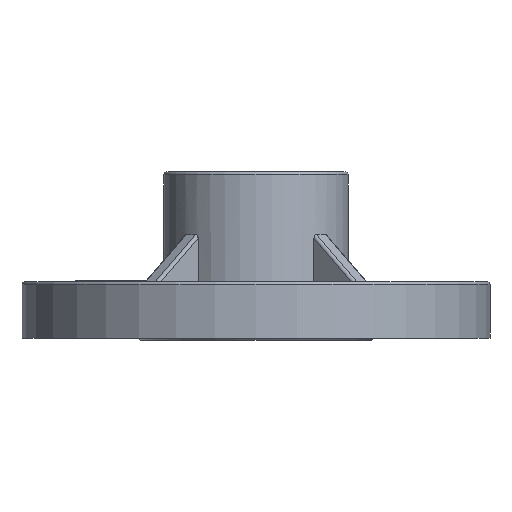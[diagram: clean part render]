
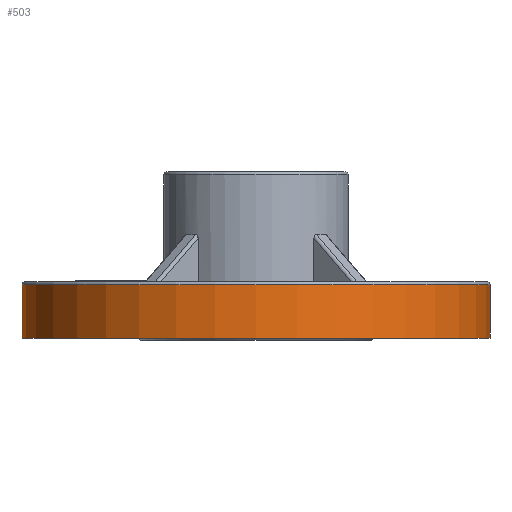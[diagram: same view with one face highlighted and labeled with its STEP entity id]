
A CAD part, front view. The second image highlights one B-rep face of the part: STEP entity #503.
In plain terms, the highlighted cylindrical face has radius 74.9 mm (diameter 149.8 mm), a full revolution.
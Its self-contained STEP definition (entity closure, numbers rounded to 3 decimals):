
#132=CYLINDRICAL_SURFACE('',#5946,74.9);
#503=ADVANCED_FACE('',(#1856,#1857),#132,.T.);
#1029=CIRCLE('',#5944,74.9);
#1030=CIRCLE('',#5945,74.9);
#1856=FACE_BOUND('',#2005,.T.);
#1857=FACE_BOUND('',#2006,.T.);
#2005=EDGE_LOOP('',(#2774));
#2006=EDGE_LOOP('',(#2775));
#2774=ORIENTED_EDGE('',*,*,#4902,.T.);
#2775=ORIENTED_EDGE('',*,*,#4903,.T.);
#4282=VERTEX_POINT('',#9112);
#4283=VERTEX_POINT('',#9114);
#4902=EDGE_CURVE('',#4282,#4282,#1029,.T.);
#4903=EDGE_CURVE('',#4283,#4283,#1030,.T.);
#5944=AXIS2_PLACEMENT_3D('',#9111,#6567,#6568);
#5945=AXIS2_PLACEMENT_3D('',#9113,#6569,#6570);
#5946=AXIS2_PLACEMENT_3D('',#9115,#6571,#6572);
#6567=DIRECTION('',(0.,0.,-1.));
#6568=DIRECTION('',(1.,0.,0.));
#6569=DIRECTION('',(0.,0.,1.));
#6570=DIRECTION('',(1.,0.,0.));
#6571=DIRECTION('',(0.,0.,1.));
#6572=DIRECTION('',(1.,0.,0.));
#9111=CARTESIAN_POINT('',(345.,0.,17.));
#9112=CARTESIAN_POINT('',(419.9,0.,17.));
#9113=CARTESIAN_POINT('',(345.,0.,0.));
#9114=CARTESIAN_POINT('',(419.9,0.,0.));
#9115=CARTESIAN_POINT('',(345.,0.,0.));
